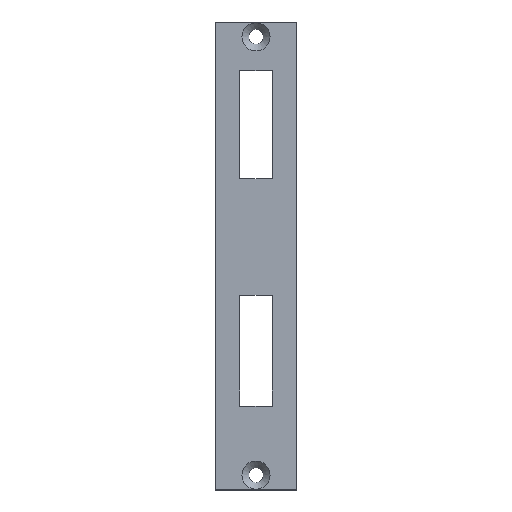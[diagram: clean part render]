
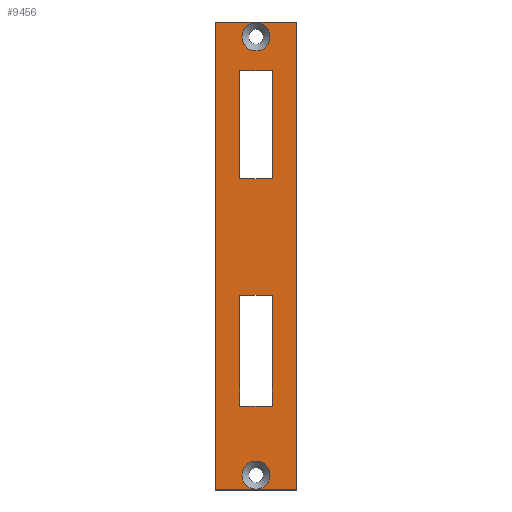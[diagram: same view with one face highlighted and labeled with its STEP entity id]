
A CAD part, top view. The second image highlights one B-rep face of the part: STEP entity #9456.
In plain terms, the highlighted planar face has unit normal (0, 0, 1).
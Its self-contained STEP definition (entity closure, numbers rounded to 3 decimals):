
#100 = VERTEX_POINT ( 'NONE', #5689 ) ;
#175 = EDGE_CURVE ( 'NONE', #9345, #15409, #13870, .T. ) ;
#242 = CARTESIAN_POINT ( 'NONE',  ( -15., -86.5, 3. ) ) ;
#393 = ORIENTED_EDGE ( 'NONE', *, *, #2548, .F. ) ;
#741 = DIRECTION ( 'NONE',  ( 0., 0., 1. ) ) ;
#806 = VECTOR ( 'NONE', #10489, 1000. ) ;
#886 = CARTESIAN_POINT ( 'NONE',  ( 6., 68.5, 3. ) ) ;
#991 = LINE ( 'NONE', #1206, #3337 ) ;
#1206 = CARTESIAN_POINT ( 'NONE',  ( -6., -14.5, 3. ) ) ;
#1309 = VECTOR ( 'NONE', #4024, 1000. ) ;
#1322 = DIRECTION ( 'NONE',  ( -1., 0., 0. ) ) ;
#1398 = DIRECTION ( 'NONE',  ( -1., 0., 0. ) ) ;
#1522 = EDGE_LOOP ( 'NONE', ( #3627 ) ) ;
#1746 = DIRECTION ( 'NONE',  ( 1., 0., 0. ) ) ;
#1817 = ORIENTED_EDGE ( 'NONE', *, *, #7492, .F. ) ;
#1888 = LINE ( 'NONE', #5302, #1309 ) ;
#1945 = EDGE_CURVE ( 'NONE', #8544, #3640, #1888, .T. ) ;
#1980 = CARTESIAN_POINT ( 'NONE',  ( 6., -14.5, 3. ) ) ;
#2095 = LINE ( 'NONE', #4423, #16162 ) ;
#2202 = LINE ( 'NONE', #10702, #8869 ) ;
#2261 = CARTESIAN_POINT ( 'NONE',  ( -6., 28.5, 3. ) ) ;
#2309 = EDGE_CURVE ( 'NONE', #8925, #13582, #2875, .T. ) ;
#2378 = CARTESIAN_POINT ( 'NONE',  ( 6., 28.5, 3. ) ) ;
#2484 = VECTOR ( 'NONE', #1398, 1000. ) ;
#2487 = ORIENTED_EDGE ( 'NONE', *, *, #2309, .F. ) ;
#2548 = EDGE_CURVE ( 'NONE', #6955, #8925, #4596, .T. ) ;
#2658 = CIRCLE ( 'NONE', #10308, 5.2 ) ;
#2875 = LINE ( 'NONE', #12493, #2484 ) ;
#3134 = AXIS2_PLACEMENT_3D ( 'NONE', #13373, #7459, #13760 ) ;
#3337 = VECTOR ( 'NONE', #1322, 1000. ) ;
#3617 = CARTESIAN_POINT ( 'NONE',  ( -15., 86.5, 3. ) ) ;
#3627 = ORIENTED_EDGE ( 'NONE', *, *, #10968, .F. ) ;
#3640 = VERTEX_POINT ( 'NONE', #3617 ) ;
#3659 = VECTOR ( 'NONE', #3817, 1000. ) ;
#3787 = CARTESIAN_POINT ( 'NONE',  ( -6., 28.5, 3. ) ) ;
#3817 = DIRECTION ( 'NONE',  ( 0., -1., 0. ) ) ;
#3923 = LINE ( 'NONE', #2261, #14471 ) ;
#3926 = EDGE_LOOP ( 'NONE', ( #1817, #8497, #6043, #6502 ) ) ;
#3988 = VECTOR ( 'NONE', #6882, 1000. ) ;
#4024 = DIRECTION ( 'NONE',  ( -1., 0., 0. ) ) ;
#4057 = VERTEX_POINT ( 'NONE', #3787 ) ;
#4224 = VERTEX_POINT ( 'NONE', #5876 ) ;
#4233 = LINE ( 'NONE', #13825, #3659 ) ;
#4423 = CARTESIAN_POINT ( 'NONE',  ( -15., 86.5, 3. ) ) ;
#4588 = CARTESIAN_POINT ( 'NONE',  ( 6., 66.5, 3. ) ) ;
#4596 = LINE ( 'NONE', #4588, #6391 ) ;
#4626 = CARTESIAN_POINT ( 'NONE',  ( 6., -14.5, 3. ) ) ;
#4637 = CIRCLE ( 'NONE', #13711, 5.2 ) ;
#4701 = CARTESIAN_POINT ( 'NONE',  ( 5.2, -81., 3. ) ) ;
#4799 = VERTEX_POINT ( 'NONE', #13796 ) ;
#5012 = VECTOR ( 'NONE', #1746, 1000. ) ;
#5180 = ORIENTED_EDGE ( 'NONE', *, *, #6393, .T. ) ;
#5201 = CARTESIAN_POINT ( 'NONE',  ( -6., -14.5, 3. ) ) ;
#5302 = CARTESIAN_POINT ( 'NONE',  ( -15., 86.5, 3. ) ) ;
#5652 = CARTESIAN_POINT ( 'NONE',  ( 0., 81., 3. ) ) ;
#5689 = CARTESIAN_POINT ( 'NONE',  ( 15., -86.5, 3. ) ) ;
#5823 = PLANE ( 'NONE',  #3134 ) ;
#5876 = CARTESIAN_POINT ( 'NONE',  ( -15., -86.5, 3. ) ) ;
#6043 = ORIENTED_EDGE ( 'NONE', *, *, #11477, .F. ) ;
#6256 = EDGE_CURVE ( 'NONE', #7879, #4799, #14306, .T. ) ;
#6391 = VECTOR ( 'NONE', #13321, 1000. ) ;
#6393 = EDGE_CURVE ( 'NONE', #100, #8544, #2202, .T. ) ;
#6502 = ORIENTED_EDGE ( 'NONE', *, *, #6256, .F. ) ;
#6601 = CARTESIAN_POINT ( 'NONE',  ( -6., -14.5, 3. ) ) ;
#6634 = ORIENTED_EDGE ( 'NONE', *, *, #9911, .T. ) ;
#6882 = DIRECTION ( 'NONE',  ( 1., 0., 0. ) ) ;
#6955 = VERTEX_POINT ( 'NONE', #2378 ) ;
#6996 = CARTESIAN_POINT ( 'NONE',  ( -6., -55.5, 3. ) ) ;
#7459 = DIRECTION ( 'NONE',  ( 0., 0., 1. ) ) ;
#7492 = EDGE_CURVE ( 'NONE', #15409, #7879, #991, .T. ) ;
#7636 = EDGE_CURVE ( 'NONE', #4057, #6955, #3923, .T. ) ;
#7879 = VERTEX_POINT ( 'NONE', #6601 ) ;
#8362 = FACE_BOUND ( 'NONE', #12637, .T. ) ;
#8497 = ORIENTED_EDGE ( 'NONE', *, *, #175, .F. ) ;
#8499 = ORIENTED_EDGE ( 'NONE', *, *, #7636, .F. ) ;
#8544 = VERTEX_POINT ( 'NONE', #8586 ) ;
#8586 = CARTESIAN_POINT ( 'NONE',  ( 15., 86.5, 3. ) ) ;
#8869 = VECTOR ( 'NONE', #14444, 1000. ) ;
#8925 = VERTEX_POINT ( 'NONE', #886 ) ;
#8939 = EDGE_LOOP ( 'NONE', ( #12428, #2487, #393, #8499 ) ) ;
#9046 = VERTEX_POINT ( 'NONE', #4701 ) ;
#9116 = EDGE_CURVE ( 'NONE', #9046, #9046, #4637, .T. ) ;
#9134 = LINE ( 'NONE', #242, #5012 ) ;
#9198 = ORIENTED_EDGE ( 'NONE', *, *, #1945, .T. ) ;
#9276 = EDGE_CURVE ( 'NONE', #3640, #4224, #2095, .T. ) ;
#9345 = VERTEX_POINT ( 'NONE', #9567 ) ;
#9456 = ADVANCED_FACE ( 'NONE', ( #15386, #8362, #15180, #11686, #15764 ), #5823, .T. ) ;
#9567 = CARTESIAN_POINT ( 'NONE',  ( 6., -55.5, 3. ) ) ;
#9666 = LINE ( 'NONE', #6996, #3988 ) ;
#9694 = EDGE_CURVE ( 'NONE', #13582, #4057, #4233, .T. ) ;
#9715 = CARTESIAN_POINT ( 'NONE',  ( -6., 68.5, 3. ) ) ;
#9911 = EDGE_CURVE ( 'NONE', #4224, #100, #9134, .T. ) ;
#9997 = VECTOR ( 'NONE', #15923, 1000. ) ;
#10008 = VERTEX_POINT ( 'NONE', #16063 ) ;
#10308 = AXIS2_PLACEMENT_3D ( 'NONE', #5652, #741, #15567 ) ;
#10489 = DIRECTION ( 'NONE',  ( 0., -1., 0. ) ) ;
#10702 = CARTESIAN_POINT ( 'NONE',  ( 15., 86.5, 3. ) ) ;
#10968 = EDGE_CURVE ( 'NONE', #10008, #10008, #2658, .T. ) ;
#11477 = EDGE_CURVE ( 'NONE', #4799, #9345, #9666, .T. ) ;
#11563 = ORIENTED_EDGE ( 'NONE', *, *, #9116, .F. ) ;
#11686 = FACE_OUTER_BOUND ( 'NONE', #11816, .T. ) ;
#11816 = EDGE_LOOP ( 'NONE', ( #5180, #9198, #14190, #6634 ) ) ;
#11965 = DIRECTION ( 'NONE',  ( 0., -1., 0. ) ) ;
#12428 = ORIENTED_EDGE ( 'NONE', *, *, #9694, .F. ) ;
#12493 = CARTESIAN_POINT ( 'NONE',  ( 6., 68.5, 3. ) ) ;
#12537 = DIRECTION ( 'NONE',  ( 1., 0., 0. ) ) ;
#12637 = EDGE_LOOP ( 'NONE', ( #11563 ) ) ;
#13321 = DIRECTION ( 'NONE',  ( 0., 1., 0. ) ) ;
#13373 = CARTESIAN_POINT ( 'NONE',  ( 0., 0., 3. ) ) ;
#13582 = VERTEX_POINT ( 'NONE', #9715 ) ;
#13711 = AXIS2_PLACEMENT_3D ( 'NONE', #15145, #15095, #12537 ) ;
#13760 = DIRECTION ( 'NONE',  ( 1., 0., 0. ) ) ;
#13796 = CARTESIAN_POINT ( 'NONE',  ( -6., -55.5, 3. ) ) ;
#13825 = CARTESIAN_POINT ( 'NONE',  ( -6., 66.5, 3. ) ) ;
#13870 = LINE ( 'NONE', #4626, #9997 ) ;
#14190 = ORIENTED_EDGE ( 'NONE', *, *, #9276, .T. ) ;
#14306 = LINE ( 'NONE', #5201, #806 ) ;
#14444 = DIRECTION ( 'NONE',  ( 0., 1., 0. ) ) ;
#14471 = VECTOR ( 'NONE', #16124, 1000. ) ;
#15095 = DIRECTION ( 'NONE',  ( 0., 0., 1. ) ) ;
#15145 = CARTESIAN_POINT ( 'NONE',  ( 0., -81., 3. ) ) ;
#15180 = FACE_BOUND ( 'NONE', #8939, .T. ) ;
#15386 = FACE_BOUND ( 'NONE', #1522, .T. ) ;
#15409 = VERTEX_POINT ( 'NONE', #1980 ) ;
#15567 = DIRECTION ( 'NONE',  ( 1., 0., 0. ) ) ;
#15764 = FACE_BOUND ( 'NONE', #3926, .T. ) ;
#15923 = DIRECTION ( 'NONE',  ( 0., 1., 0. ) ) ;
#16063 = CARTESIAN_POINT ( 'NONE',  ( 5.2, 81., 3. ) ) ;
#16124 = DIRECTION ( 'NONE',  ( 1., 0., 0. ) ) ;
#16162 = VECTOR ( 'NONE', #11965, 1000. ) ;
